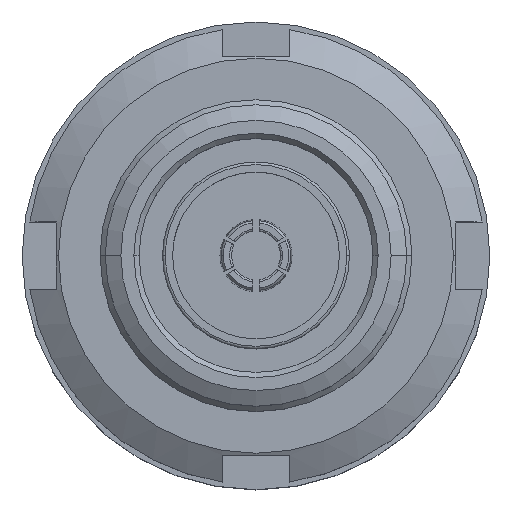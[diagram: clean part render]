
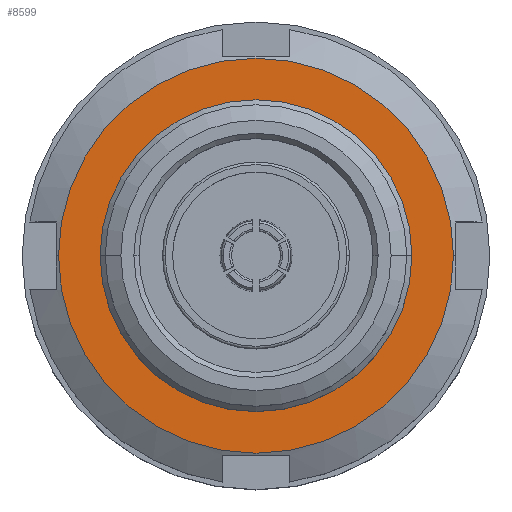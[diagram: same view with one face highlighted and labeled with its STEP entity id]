
A CAD part, top view. The second image highlights one B-rep face of the part: STEP entity #8599.
In plain terms, the highlighted planar face has unit normal (0, 0, 1).
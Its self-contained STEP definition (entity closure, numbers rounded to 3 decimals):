
#485 = FACE_OUTER_BOUND ( 'NONE', #1736, .T. ) ;
#491 = FACE_BOUND ( 'NONE', #1743, .T. ) ;
#494 = AXIS2_PLACEMENT_3D ( 'NONE', #1077, #1078, #1079 ) ;
#1076 = PLANE ( 'NONE',  #494 ) ;
#1077 = CARTESIAN_POINT ( 'NONE',  ( 0., 14.5, -15.95 ) ) ;
#1078 = DIRECTION ( 'NONE',  ( 0., 0., -1. ) ) ;
#1079 = DIRECTION ( 'NONE',  ( -1., 0., 0. ) ) ;
#1736 = EDGE_LOOP ( 'NONE', ( #5889, #5898 ) ) ;
#1743 = EDGE_LOOP ( 'NONE', ( #5885, #5891 ) ) ;
#2101 = AXIS2_PLACEMENT_3D ( 'NONE', #8900, #8904, #8905 ) ;
#2167 = VERTEX_POINT ( 'NONE', #3934 ) ;
#2183 = VERTEX_POINT ( 'NONE', #3950 ) ;
#2207 = VERTEX_POINT ( 'NONE', #3973 ) ;
#2241 = VERTEX_POINT ( 'NONE', #3982 ) ;
#2741 = AXIS2_PLACEMENT_3D ( 'NONE', #8912, #8913, #8914 ) ;
#3235 = AXIS2_PLACEMENT_3D ( 'NONE', #9041, #9042, #9043 ) ;
#3934 = CARTESIAN_POINT ( 'NONE',  ( -19., 0., -15.95 ) ) ;
#3950 = CARTESIAN_POINT ( 'NONE',  ( 15., 0., -15.95 ) ) ;
#3973 = CARTESIAN_POINT ( 'NONE',  ( -15., 0., -15.95 ) ) ;
#3982 = CARTESIAN_POINT ( 'NONE',  ( 19., 0., -15.95 ) ) ;
#4444 = CIRCLE ( 'NONE', #2741, 15. ) ;
#4538 = CIRCLE ( 'NONE', #9814, 19. ) ;
#4560 = CIRCLE ( 'NONE', #3235, 15. ) ;
#4592 = CIRCLE ( 'NONE', #2101, 19. ) ;
#5885 = ORIENTED_EDGE ( 'NONE', *, *, #8244, .T. ) ;
#5889 = ORIENTED_EDGE ( 'NONE', *, *, #8241, .T. ) ;
#5891 = ORIENTED_EDGE ( 'NONE', *, *, #8267, .T. ) ;
#5898 = ORIENTED_EDGE ( 'NONE', *, *, #8396, .T. ) ;
#8241 = EDGE_CURVE ( 'NONE', #2167, #2241, #4592, .T. ) ;
#8244 = EDGE_CURVE ( 'NONE', #2183, #2207, #4444, .T. ) ;
#8267 = EDGE_CURVE ( 'NONE', #2207, #2183, #4560, .T. ) ;
#8396 = EDGE_CURVE ( 'NONE', #2241, #2167, #4538, .T. ) ;
#8599 = ADVANCED_FACE ( 'NONE', ( #485, #491 ), #1076, .F. ) ;
#8900 = CARTESIAN_POINT ( 'NONE',  ( 0., 0., -15.95 ) ) ;
#8904 = DIRECTION ( 'NONE',  ( 0., 0., 1. ) ) ;
#8905 = DIRECTION ( 'NONE',  ( 1., 0., 0. ) ) ;
#8912 = CARTESIAN_POINT ( 'NONE',  ( 0., 0., -15.95 ) ) ;
#8913 = DIRECTION ( 'NONE',  ( 0., 0., -1. ) ) ;
#8914 = DIRECTION ( 'NONE',  ( -1., 0., 0. ) ) ;
#9041 = CARTESIAN_POINT ( 'NONE',  ( 0., 0., -15.95 ) ) ;
#9042 = DIRECTION ( 'NONE',  ( 0., 0., -1. ) ) ;
#9043 = DIRECTION ( 'NONE',  ( -1., 0., 0. ) ) ;
#9714 = CARTESIAN_POINT ( 'NONE',  ( 0., 0., -15.95 ) ) ;
#9715 = DIRECTION ( 'NONE',  ( 0., 0., 1. ) ) ;
#9716 = DIRECTION ( 'NONE',  ( 1., 0., 0. ) ) ;
#9814 = AXIS2_PLACEMENT_3D ( 'NONE', #9714, #9715, #9716 ) ;
